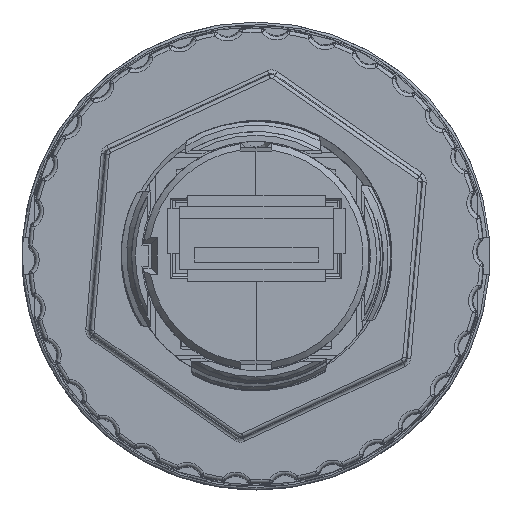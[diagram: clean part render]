
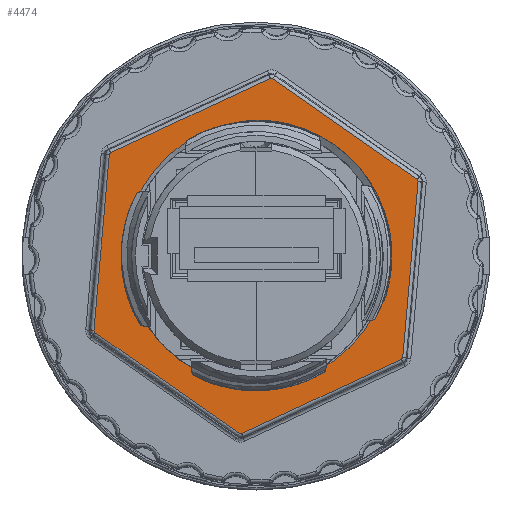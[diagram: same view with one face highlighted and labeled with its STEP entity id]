
A CAD part, front view. The second image highlights one B-rep face of the part: STEP entity #4474.
In plain terms, the highlighted planar face has unit normal (0, -1, 0).
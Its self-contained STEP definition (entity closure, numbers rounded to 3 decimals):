
#452=FACE_BOUND('',#7273,.T.);
#453=FACE_BOUND('',#7274,.T.);
#851=CIRCLE('',#23324,10.475);
#1910=ELLIPSE('',#23318,0.2,0.2);
#1911=ELLIPSE('',#23319,0.2,0.2);
#1912=ELLIPSE('',#23320,0.2,0.2);
#1913=ELLIPSE('',#23321,0.2,0.2);
#1914=ELLIPSE('',#23322,0.2,0.2);
#1915=ELLIPSE('',#23323,0.2,0.2);
#2308=LINE('',#32077,#3242);
#2309=LINE('',#32082,#3243);
#2311=LINE('',#32091,#3245);
#2319=LINE('',#32242,#3253);
#2320=LINE('',#32248,#3254);
#2321=LINE('',#32254,#3255);
#3242=VECTOR('',#25747,1.);
#3243=VECTOR('',#25752,1.);
#3245=VECTOR('',#25760,1.);
#3253=VECTOR('',#25906,1.);
#3254=VECTOR('',#25911,1.);
#3255=VECTOR('',#25918,1.);
#4474=ADVANCED_FACE('',(#452,#453),#5625,.T.);
#5625=PLANE('',#23325);
#7273=EDGE_LOOP('',(#8956,#8957,#8958,#8959,#8960,#8961,#8962,#8963,#8964,
#8965,#8966,#8967));
#7274=EDGE_LOOP('',(#8968,#8969,#8970,#8971));
#8956=ORIENTED_EDGE('',*,*,#17956,.T.);
#8957=ORIENTED_EDGE('',*,*,#17957,.T.);
#8958=ORIENTED_EDGE('',*,*,#17881,.T.);
#8959=ORIENTED_EDGE('',*,*,#17958,.T.);
#8960=ORIENTED_EDGE('',*,*,#17959,.T.);
#8961=ORIENTED_EDGE('',*,*,#17960,.T.);
#8962=ORIENTED_EDGE('',*,*,#17877,.T.);
#8963=ORIENTED_EDGE('',*,*,#17961,.T.);
#8964=ORIENTED_EDGE('',*,*,#17875,.T.);
#8965=ORIENTED_EDGE('',*,*,#17962,.T.);
#8966=ORIENTED_EDGE('',*,*,#17963,.T.);
#8967=ORIENTED_EDGE('',*,*,#17964,.T.);
#8968=ORIENTED_EDGE('',*,*,#17965,.F.);
#8969=ORIENTED_EDGE('',*,*,#17966,.T.);
#8970=ORIENTED_EDGE('',*,*,#17967,.T.);
#8971=ORIENTED_EDGE('',*,*,#17968,.T.);
#15116=VERTEX_POINT('',#32071);
#15119=VERTEX_POINT('',#32076);
#15121=VERTEX_POINT('',#32081);
#15122=VERTEX_POINT('',#32083);
#15125=VERTEX_POINT('',#32090);
#15126=VERTEX_POINT('',#32092);
#15200=VERTEX_POINT('',#32243);
#15201=VERTEX_POINT('',#32244);
#15202=VERTEX_POINT('',#32247);
#15203=VERTEX_POINT('',#32249);
#15204=VERTEX_POINT('',#32253);
#15205=VERTEX_POINT('',#32255);
#15206=VERTEX_POINT('',#32258);
#15207=VERTEX_POINT('',#32259);
#15208=VERTEX_POINT('',#32270);
#15209=VERTEX_POINT('',#32275);
#17875=EDGE_CURVE('',#15116,#15119,#2308,.T.);
#17877=EDGE_CURVE('',#15122,#15121,#2309,.T.);
#17881=EDGE_CURVE('',#15126,#15125,#2311,.T.);
#17956=EDGE_CURVE('',#15200,#15201,#2319,.T.);
#17957=EDGE_CURVE('',#15201,#15126,#1910,.T.);
#17958=EDGE_CURVE('',#15125,#15202,#1911,.T.);
#17959=EDGE_CURVE('',#15202,#15203,#2320,.T.);
#17960=EDGE_CURVE('',#15203,#15122,#1912,.T.);
#17961=EDGE_CURVE('',#15121,#15116,#1913,.T.);
#17962=EDGE_CURVE('',#15119,#15204,#1914,.T.);
#17963=EDGE_CURVE('',#15204,#15205,#2321,.T.);
#17964=EDGE_CURVE('',#15205,#15200,#1915,.T.);
#17965=EDGE_CURVE('',#15206,#15207,#851,.T.);
#17966=EDGE_CURVE('',#15206,#15208,#21490,.T.);
#17967=EDGE_CURVE('',#15208,#15209,#21491,.T.);
#17968=EDGE_CURVE('',#15209,#15207,#21492,.T.);
#21490=B_SPLINE_CURVE_WITH_KNOTS('',3,(#32260,#32261,#32262,#32263,#32264,
#32265,#32266,#32267,#32268,#32269),.UNSPECIFIED.,.F.,.F.,(4,2,2,2,4),(0.,
0.25,0.5,0.75,1.),.UNSPECIFIED.);
#21491=B_SPLINE_CURVE_WITH_KNOTS('',3,(#32271,#32272,#32273,#32274),
 .UNSPECIFIED.,.F.,.F.,(4,4),(0.,1.),.UNSPECIFIED.);
#21492=B_SPLINE_CURVE_WITH_KNOTS('',3,(#32276,#32277,#32278,#32279,#32280,
#32281,#32282,#32283,#32284,#32285),.UNSPECIFIED.,.F.,.F.,(4,2,2,2,4),(0.,
0.25,0.5,0.75,1.),.UNSPECIFIED.);
#23318=AXIS2_PLACEMENT_3D('',#32245,#25907,#25908);
#23319=AXIS2_PLACEMENT_3D('',#32246,#25909,#25910);
#23320=AXIS2_PLACEMENT_3D('',#32250,#25912,#25913);
#23321=AXIS2_PLACEMENT_3D('',#32251,#25914,#25915);
#23322=AXIS2_PLACEMENT_3D('',#32252,#25916,#25917);
#23323=AXIS2_PLACEMENT_3D('',#32256,#25919,#25920);
#23324=AXIS2_PLACEMENT_3D('',#32257,#25921,#25922);
#23325=AXIS2_PLACEMENT_3D('',#32286,#25923,#25924);
#25747=DIRECTION('',(-0.087,0.,-0.996));
#25752=DIRECTION('',(-0.906,0.,-0.423));
#25760=DIRECTION('',(0.087,0.,0.996));
#25906=DIRECTION('',(0.906,0.,0.423));
#25907=DIRECTION('',(0.,-1.,0.));
#25908=DIRECTION('',(0.819,0.,-0.574));
#25909=DIRECTION('',(0.,-1.,0.));
#25910=DIRECTION('',(0.906,0.,0.423));
#25911=DIRECTION('',(-0.819,0.,0.574));
#25912=DIRECTION('',(0.,-1.,0.));
#25913=DIRECTION('',(0.087,0.,0.996));
#25914=DIRECTION('',(0.,-1.,0.));
#25915=DIRECTION('',(-0.819,0.,0.574));
#25916=DIRECTION('',(0.,-1.,0.));
#25917=DIRECTION('',(-0.906,0.,-0.423));
#25918=DIRECTION('',(0.819,0.,-0.574));
#25919=DIRECTION('',(0.,-1.,0.));
#25920=DIRECTION('',(-0.087,0.,-0.996));
#25921=DIRECTION('',(0.,-1.,0.));
#25922=DIRECTION('',(0.087,0.,0.996));
#25923=DIRECTION('',(0.,-1.,0.));
#25924=DIRECTION('',(0.087,0.,0.996));
#32071=CARTESIAN_POINT('',(-11.914,11.15,8.22));
#32076=CARTESIAN_POINT('',(-13.161,11.15,-6.027));
#32077=CARTESIAN_POINT('',(-13.16,11.15,-6.024));
#32081=CARTESIAN_POINT('',(-11.8,11.15,8.384));
#32082=CARTESIAN_POINT('',(-11.797,11.15,8.385));
#32083=CARTESIAN_POINT('',(1.162,11.15,14.428));
#32090=CARTESIAN_POINT('',(13.161,11.15,6.027));
#32091=CARTESIAN_POINT('',(13.16,11.15,6.024));
#32092=CARTESIAN_POINT('',(11.914,11.15,-8.22));
#32242=CARTESIAN_POINT('',(11.797,11.15,-8.385));
#32243=CARTESIAN_POINT('',(-1.162,11.15,-14.428));
#32244=CARTESIAN_POINT('',(11.8,11.15,-8.384));
#32245=CARTESIAN_POINT('',(11.715,11.15,-8.203));
#32246=CARTESIAN_POINT('',(12.961,11.15,6.044));
#32247=CARTESIAN_POINT('',(13.076,11.15,6.208));
#32248=CARTESIAN_POINT('',(1.364,11.15,14.409));
#32249=CARTESIAN_POINT('',(1.361,11.15,14.411));
#32250=CARTESIAN_POINT('',(1.246,11.15,14.247));
#32251=CARTESIAN_POINT('',(-11.715,11.15,8.203));
#32252=CARTESIAN_POINT('',(-12.961,11.15,-6.044));
#32253=CARTESIAN_POINT('',(-13.076,11.15,-6.208));
#32254=CARTESIAN_POINT('',(-1.364,11.15,-14.409));
#32255=CARTESIAN_POINT('',(-1.361,11.15,-14.411));
#32256=CARTESIAN_POINT('',(-1.246,11.15,-14.247));
#32257=CARTESIAN_POINT('',(0.,11.15,0.));
#32258=CARTESIAN_POINT('',(-9.598,11.15,-4.196));
#32259=CARTESIAN_POINT('',(2.245,11.15,-10.232));
#32260=CARTESIAN_POINT('',(-9.598,11.15,-4.196));
#32261=CARTESIAN_POINT('',(-10.381,11.15,-2.526));
#32262=CARTESIAN_POINT('',(-10.713,11.15,-0.629));
#32263=CARTESIAN_POINT('',(-10.388,11.15,3.044));
#32264=CARTESIAN_POINT('',(-9.739,11.15,4.834));
#32265=CARTESIAN_POINT('',(-7.629,11.15,7.879));
#32266=CARTESIAN_POINT('',(-6.169,11.15,9.121));
#32267=CARTESIAN_POINT('',(-2.856,11.15,10.728));
#32268=CARTESIAN_POINT('',(-0.994,11.15,11.107));
#32269=CARTESIAN_POINT('',(0.868,11.15,11.007));
#32270=CARTESIAN_POINT('',(0.868,11.15,11.007));
#32271=CARTESIAN_POINT('',(0.868,11.15,11.007));
#32272=CARTESIAN_POINT('',(3.849,11.15,10.772));
#32273=CARTESIAN_POINT('',(6.643,11.15,9.312));
#32274=CARTESIAN_POINT('',(8.538,11.15,6.999));
#32275=CARTESIAN_POINT('',(8.538,11.15,6.999));
#32276=CARTESIAN_POINT('',(8.538,11.15,6.999));
#32277=CARTESIAN_POINT('',(9.672,11.15,5.541));
#32278=CARTESIAN_POINT('',(10.42,11.15,3.831));
#32279=CARTESIAN_POINT('',(11.009,11.15,0.185));
#32280=CARTESIAN_POINT('',(10.83,11.15,-1.687));
#32281=CARTESIAN_POINT('',(9.59,11.15,-5.111));
#32282=CARTESIAN_POINT('',(8.53,11.15,-6.664));
#32283=CARTESIAN_POINT('',(5.73,11.15,-9.073));
#32284=CARTESIAN_POINT('',(4.033,11.15,-9.889));
#32285=CARTESIAN_POINT('',(2.245,11.15,-10.232));
#32286=CARTESIAN_POINT('',(-10.435,11.15,0.913));
